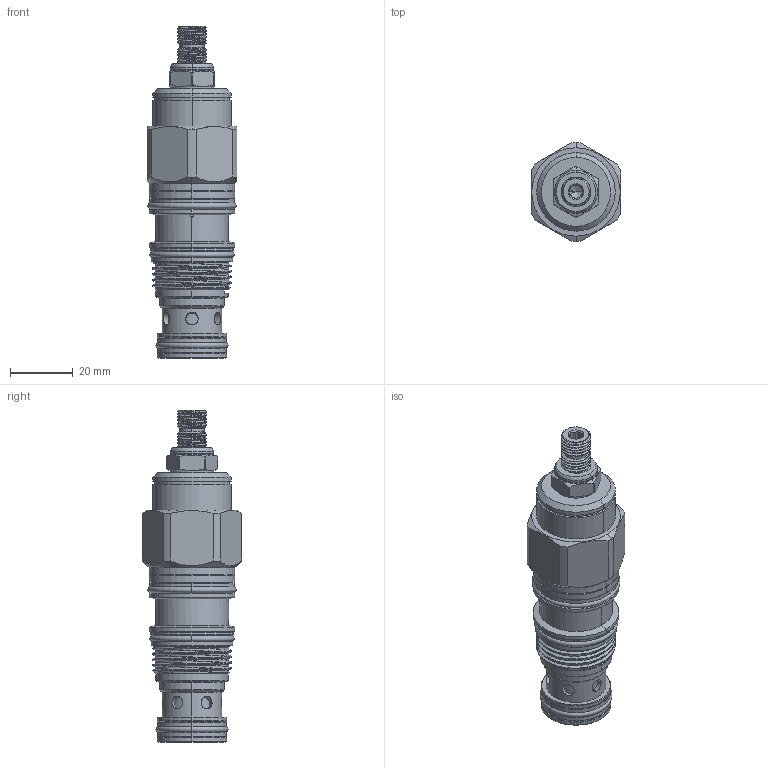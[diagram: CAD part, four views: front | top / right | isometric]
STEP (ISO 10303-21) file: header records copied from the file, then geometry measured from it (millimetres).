
FILE_DESCRIPTION (( 'STEP AP203' ), '1' );
FILE_NAME ('CO2A3020L.STEP', '2020-03-17T04:57:28', ( '' ), ( '' ), 'SwSTEP 2.0', 'SolidWorks 2018', '' );
FILE_SCHEMA (( 'CONFIG_CONTROL_DESIGN' ));
Length unit declared in the file: millimetre
Products named in the file (1): CO2A3020L
Bounding box: 28.57 x 31.6 x 105.83 mm (x, y, z)
Volume: 44199.1 mm3; surface area: 12340.3 mm2
Topology: 1 solids, 1 shells, 288 faces, 685 edges, 427 vertices
Faces by surface type: cylinder 144, plane 58, cone 43, torus 34, bspline 9
Entity records: 16722 total; most frequent: CARTESIAN_POINT 10180, DIRECTION 1371, ORIENTED_EDGE 1366, EDGE_CURVE 683, AXIS2_PLACEMENT_3D 578, VERTEX_POINT 427, EDGE_LOOP 318, CIRCLE 298
